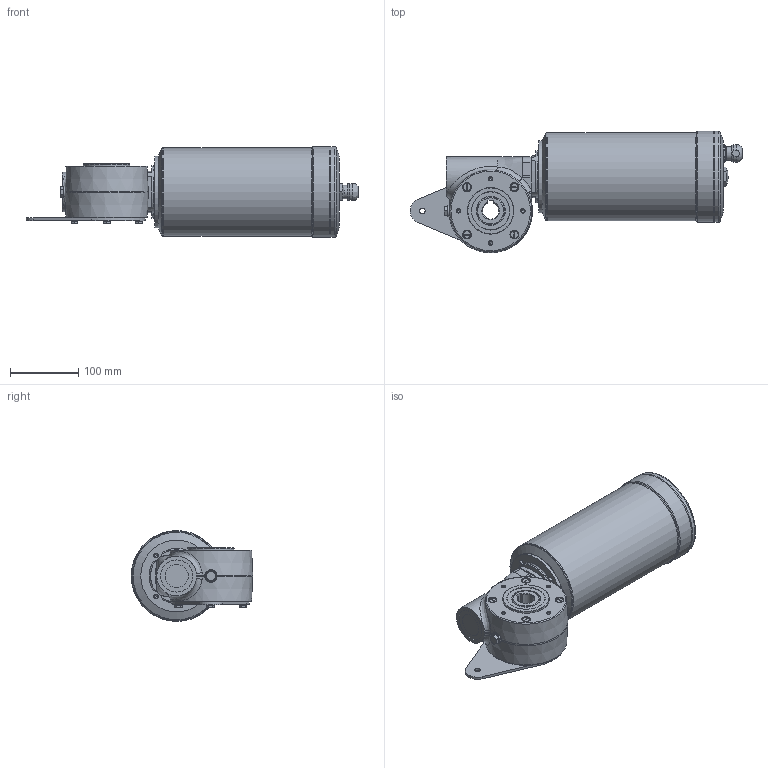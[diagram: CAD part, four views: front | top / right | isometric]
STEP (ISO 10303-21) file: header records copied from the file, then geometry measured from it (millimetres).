
FILE_DESCRIPTION( ( 'Unknown' ), '1' );
FILE_NAME( 'D3BEC35EEF169CFB07566D9D85ECED8.3d.stp', 'Unknown', ( 'Unknown' ), ( 'Unknown' ), 'PSStep 10.1', 'Unknown', ' ' );
FILE_SCHEMA( ( 'AUTOMOTIVE_DESIGN { 1 0 10303 214 1 1 1 1 }' ) );
Length unit declared in the file: millimetre
Products named in the file (1): N508800
Bounding box: 485.5 x 177.72 x 133 mm (x, y, z)
Volume: 4614435.7 mm3; surface area: 231302.2 mm2
Topology: 1 solids, 20 shells, 531 faces, 1226 edges, 788 vertices
Faces by surface type: plane 210, cylinder 138, cone 114, torus 37, bspline 31, sphere 1
Full cylindrical faces by diameter (mm): 4.134 x1, 4.917 x29, 6 x8, 6.5 x4, 7 x13, 8.2 x1, 8.9 x4, 10 x4, 11 x4, 13.4 x1, 14 x1, 16.662 x1, 17 x1, 18 x1, 20 x1, 30 x1, 34 x1, 40 x1, 42.5 x2, 47 x1, 52 x1, 55 x1, 68 x2, 68.5 x1, 70 x2, 105 x1, 128.98 x1, 129 x2, 132.98 x2, 133 x3
Entity records: 21357 total; most frequent: CARTESIAN_POINT 6688, DIRECTION 2141, ORIENTED_EDGE 1862, AXIS2_PLACEMENT_3D 946, EDGE_CURVE 931, EDGE_LOOP 792, VERTEX_POINT 698, FACE_OUTER_BOUND 651
